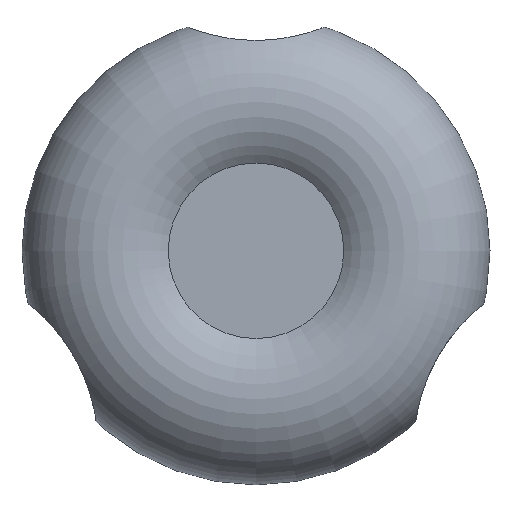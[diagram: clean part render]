
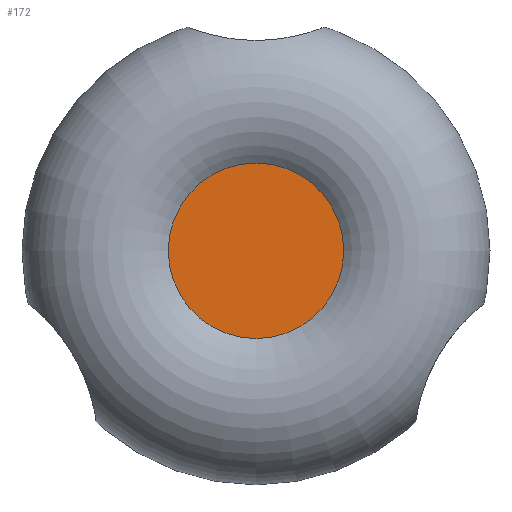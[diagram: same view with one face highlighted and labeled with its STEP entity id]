
A CAD part, top view. The second image highlights one B-rep face of the part: STEP entity #172.
In plain terms, the highlighted planar face has unit normal (0, 0, 1).
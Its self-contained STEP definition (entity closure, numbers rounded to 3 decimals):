
#172 = ADVANCED_FACE( '', ( #366 ), #367, .F. );
#366 = FACE_OUTER_BOUND( '', #568, .T. );
#367 = PLANE( '', #569 );
#568 = EDGE_LOOP( '', ( #999 ) );
#569 = AXIS2_PLACEMENT_3D( '', #1000, #1001, #1002 );
#999 = ORIENTED_EDGE( '', *, *, #1165, .T. );
#1000 = CARTESIAN_POINT( '', ( 0., 7.5, 26.088 ) );
#1001 = DIRECTION( '', ( 0., 0., -1. ) );
#1002 = DIRECTION( '', ( -1., 0., 0. ) );
#1165 = EDGE_CURVE( '', #1389, #1389, #1390, .T. );
#1389 = VERTEX_POINT( '', #1992 );
#1390 = CIRCLE( '', #1993, 7.5 );
#1992 = CARTESIAN_POINT( '', ( 7.5, 0., 26.088 ) );
#1993 = AXIS2_PLACEMENT_3D( '', #2580, #2581, #2582 );
#2580 = CARTESIAN_POINT( '', ( 0., 0., 26.088 ) );
#2581 = DIRECTION( '', ( 0., 0., 1. ) );
#2582 = DIRECTION( '', ( 1., 0., 0. ) );
